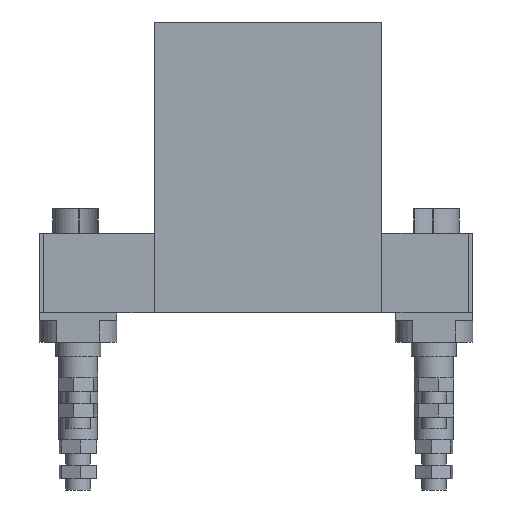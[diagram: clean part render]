
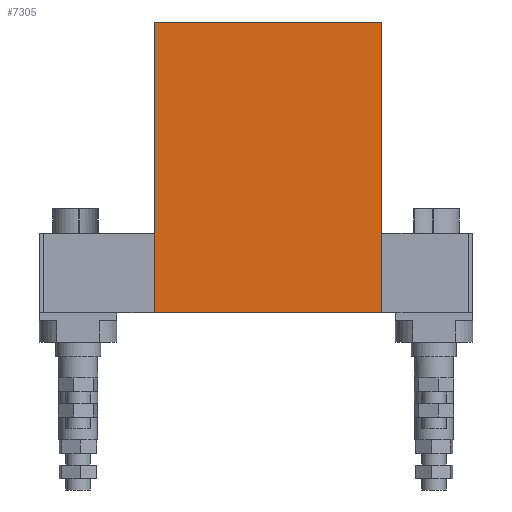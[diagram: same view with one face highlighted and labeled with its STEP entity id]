
A CAD part, left-side view. The second image highlights one B-rep face of the part: STEP entity #7305.
In plain terms, the highlighted planar face has unit normal (-1, 0, 0).
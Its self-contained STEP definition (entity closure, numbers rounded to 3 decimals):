
#175 = CARTESIAN_POINT ( 'NONE',  ( -100.5, 62.5, 179.1 ) ) ;
#250 = PLANE ( 'NONE',  #1295 ) ;
#597 = VECTOR ( 'NONE', #1815, 1000. ) ;
#728 = VECTOR ( 'NONE', #6473, 1000. ) ;
#744 = EDGE_CURVE ( 'NONE', #3725, #8475, #1810, .T. ) ;
#856 = EDGE_CURVE ( 'NONE', #8475, #7389, #1153, .T. ) ;
#939 = LINE ( 'NONE', #7167, #728 ) ;
#1153 = LINE ( 'NONE', #3594, #8131 ) ;
#1223 = ORIENTED_EDGE ( 'NONE', *, *, #1409, .T. ) ;
#1295 = AXIS2_PLACEMENT_3D ( 'NONE', #4269, #1633, #6358 ) ;
#1409 = EDGE_CURVE ( 'NONE', #3725, #6858, #7821, .T. ) ;
#1447 = ORIENTED_EDGE ( 'NONE', *, *, #744, .F. ) ;
#1595 = CARTESIAN_POINT ( 'NONE',  ( -100.5, -77.5, 0.1 ) ) ;
#1633 = DIRECTION ( 'NONE',  ( -1., 0., 0. ) ) ;
#1810 = LINE ( 'NONE', #8206, #8784 ) ;
#1815 = DIRECTION ( 'NONE',  ( 0., 1., 0. ) ) ;
#1970 = ORIENTED_EDGE ( 'NONE', *, *, #4014, .T. ) ;
#2165 = DIRECTION ( 'NONE',  ( 0., 0., -1. ) ) ;
#2404 = CARTESIAN_POINT ( 'NONE',  ( -100.5, 62.5, 0.1 ) ) ;
#2866 = FACE_OUTER_BOUND ( 'NONE', #7524, .T. ) ;
#3594 = CARTESIAN_POINT ( 'NONE',  ( -100.5, 62.5, 0.1 ) ) ;
#3725 = VERTEX_POINT ( 'NONE', #6237 ) ;
#4014 = EDGE_CURVE ( 'NONE', #6858, #7389, #939, .T. ) ;
#4238 = ORIENTED_EDGE ( 'NONE', *, *, #856, .F. ) ;
#4264 = DIRECTION ( 'NONE',  ( 0., 1., 0. ) ) ;
#4269 = CARTESIAN_POINT ( 'NONE',  ( -100.5, 62.5, 179.1 ) ) ;
#6237 = CARTESIAN_POINT ( 'NONE',  ( -100.5, -77.5, 179.1 ) ) ;
#6358 = DIRECTION ( 'NONE',  ( 0., -1., 0. ) ) ;
#6473 = DIRECTION ( 'NONE',  ( 0., 0., -1. ) ) ;
#6539 = CARTESIAN_POINT ( 'NONE',  ( -100.5, 62.5, 179.1 ) ) ;
#6858 = VERTEX_POINT ( 'NONE', #175 ) ;
#7167 = CARTESIAN_POINT ( 'NONE',  ( -100.5, 62.5, 179.1 ) ) ;
#7305 = ADVANCED_FACE ( 'NONE', ( #2866 ), #250, .T. ) ;
#7389 = VERTEX_POINT ( 'NONE', #2404 ) ;
#7524 = EDGE_LOOP ( 'NONE', ( #4238, #1447, #1223, #1970 ) ) ;
#7821 = LINE ( 'NONE', #6539, #597 ) ;
#8131 = VECTOR ( 'NONE', #4264, 1000. ) ;
#8206 = CARTESIAN_POINT ( 'NONE',  ( -100.5, -77.5, 179.1 ) ) ;
#8475 = VERTEX_POINT ( 'NONE', #1595 ) ;
#8784 = VECTOR ( 'NONE', #2165, 1000. ) ;
